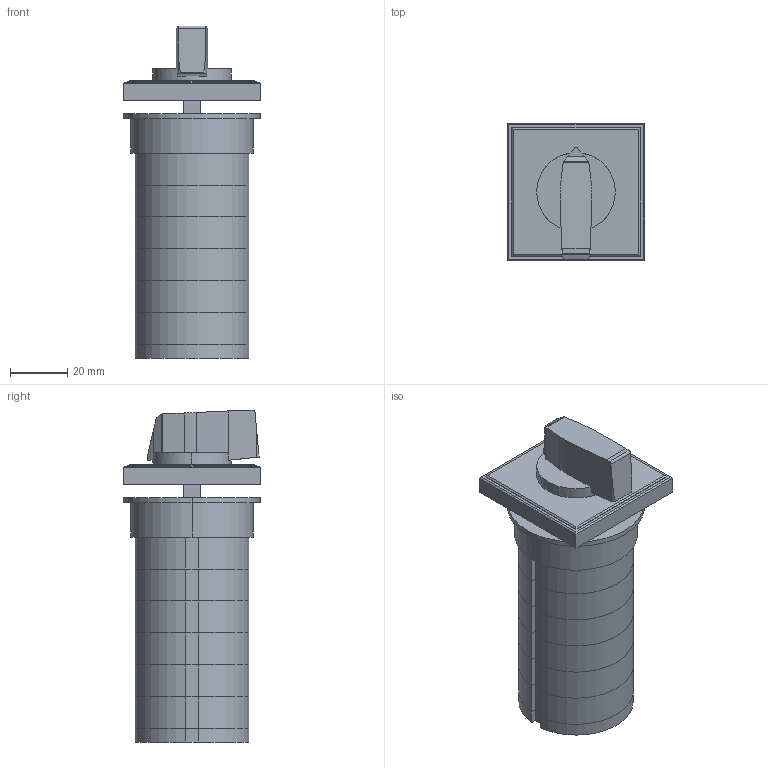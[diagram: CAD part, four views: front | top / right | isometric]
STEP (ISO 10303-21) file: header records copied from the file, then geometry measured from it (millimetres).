
FILE_DESCRIPTION((''),'2;1');
FILE_NAME('3d_7GN2520U.stp','2012-10-02T14:26:34',(''),(''),'Mechanical Desktop 2011','Mechanical Desktop 2011',', , ');
FILE_SCHEMA(('CONFIG_CONTROL_DESIGN'));
Length unit declared in the file: millimetre
Products named in the file (1): Product
Bounding box: 48 x 48 x 116.3 mm (x, y, z)
Volume: 134137.2 mm3; surface area: 48612.4 mm2
Topology: 13 solids, 13 shells, 146 faces, 346 edges, 226 vertices
Faces by surface type: plane 91, cylinder 31, bspline 24
Entity records: 4241 total; most frequent: CARTESIAN_POINT 791, ORIENTED_EDGE 692, DIRECTION 664, EDGE_CURVE 346, VECTOR 274, LINE 274, VERTEX_POINT 226, AXIS2_PLACEMENT_3D 195
